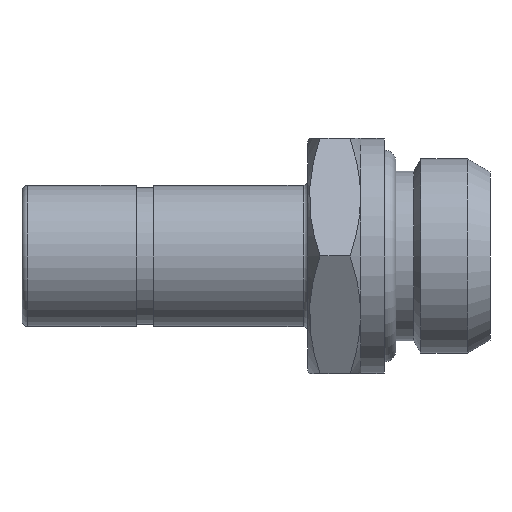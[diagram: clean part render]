
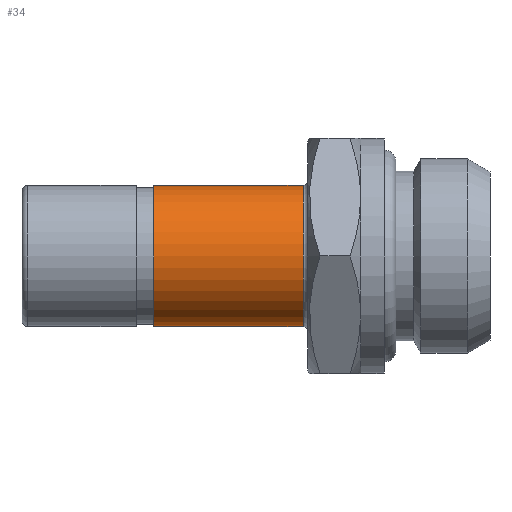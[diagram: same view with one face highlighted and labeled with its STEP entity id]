
A CAD part, left-side view. The second image highlights one B-rep face of the part: STEP entity #34.
In plain terms, the highlighted cylindrical face has radius 6 mm (diameter 12 mm), a partial arc.
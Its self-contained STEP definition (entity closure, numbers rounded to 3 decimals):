
#34 = ADVANCED_FACE ( 'NONE', ( #357 ), #1565, .T. ) ;
#95 = CARTESIAN_POINT ( 'NONE',  ( 0., 0., 6. ) ) ;
#106 = VECTOR ( 'NONE', #1955, 1000. ) ;
#166 = CIRCLE ( 'NONE', #1261, 6. ) ;
#357 = FACE_OUTER_BOUND ( 'NONE', #1221, .T. ) ;
#364 = CIRCLE ( 'NONE', #2100, 6. ) ;
#405 = DIRECTION ( 'NONE',  ( 0., 0., -1. ) ) ;
#415 = VERTEX_POINT ( 'NONE', #790 ) ;
#460 = DIRECTION ( 'NONE',  ( 0., 1., 0. ) ) ;
#483 = ORIENTED_EDGE ( 'NONE', *, *, #1589, .T. ) ;
#585 = CARTESIAN_POINT ( 'NONE',  ( 0., 28.6, 0. ) ) ;
#710 = CARTESIAN_POINT ( 'NONE',  ( 0., 15.9, 6. ) ) ;
#790 = CARTESIAN_POINT ( 'NONE',  ( 0., 28.6, -6. ) ) ;
#809 = EDGE_CURVE ( 'NONE', #2121, #415, #364, .T. ) ;
#912 = DIRECTION ( 'NONE',  ( 0., 0., 1. ) ) ;
#952 = ORIENTED_EDGE ( 'NONE', *, *, #2211, .T. ) ;
#973 = ORIENTED_EDGE ( 'NONE', *, *, #809, .T. ) ;
#982 = ORIENTED_EDGE ( 'NONE', *, *, #1979, .F. ) ;
#1077 = CARTESIAN_POINT ( 'NONE',  ( 0., 15.9, 0. ) ) ;
#1099 = VECTOR ( 'NONE', #2268, 1000. ) ;
#1221 = EDGE_LOOP ( 'NONE', ( #982, #973, #952, #483 ) ) ;
#1261 = AXIS2_PLACEMENT_3D ( 'NONE', #1077, #460, #912 ) ;
#1425 = VERTEX_POINT ( 'NONE', #2122 ) ;
#1485 = AXIS2_PLACEMENT_3D ( 'NONE', #1715, #2090, #405 ) ;
#1565 = CYLINDRICAL_SURFACE ( 'NONE', #1485, 6. ) ;
#1589 = EDGE_CURVE ( 'NONE', #1425, #1949, #166, .T. ) ;
#1715 = CARTESIAN_POINT ( 'NONE',  ( 0., 0., 0. ) ) ;
#1900 = DIRECTION ( 'NONE',  ( 0., 0., -1. ) ) ;
#1949 = VERTEX_POINT ( 'NONE', #710 ) ;
#1955 = DIRECTION ( 'NONE',  ( 0., -1., 0. ) ) ;
#1979 = EDGE_CURVE ( 'NONE', #2121, #1949, #2034, .T. ) ;
#2011 = LINE ( 'NONE', #2272, #106 ) ;
#2034 = LINE ( 'NONE', #95, #1099 ) ;
#2090 = DIRECTION ( 'NONE',  ( 0., -1., 0. ) ) ;
#2100 = AXIS2_PLACEMENT_3D ( 'NONE', #585, #2103, #1900 ) ;
#2103 = DIRECTION ( 'NONE',  ( 0., -1., 0. ) ) ;
#2121 = VERTEX_POINT ( 'NONE', #2266 ) ;
#2122 = CARTESIAN_POINT ( 'NONE',  ( 0., 15.9, -6. ) ) ;
#2211 = EDGE_CURVE ( 'NONE', #415, #1425, #2011, .T. ) ;
#2266 = CARTESIAN_POINT ( 'NONE',  ( 0., 28.6, 6. ) ) ;
#2268 = DIRECTION ( 'NONE',  ( 0., -1., 0. ) ) ;
#2272 = CARTESIAN_POINT ( 'NONE',  ( 0., 0., -6. ) ) ;
